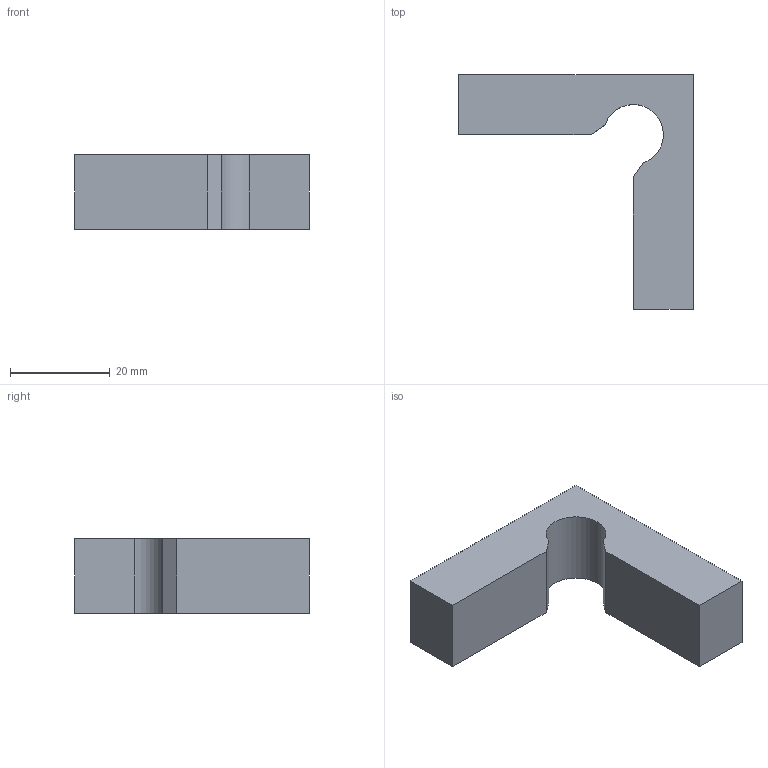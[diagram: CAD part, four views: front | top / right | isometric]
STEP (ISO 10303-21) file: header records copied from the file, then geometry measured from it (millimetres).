
FILE_DESCRIPTION((''),'2;1');
FILE_NAME('FLEXION_90','2025-03-31T15:41:28',('iw87ukax'),(''),'CREO PARAMETRIC BY PTC INC, 2019010','CREO PARAMETRIC BY PTC INC, 2019010','');
FILE_SCHEMA(('CONFIG_CONTROL_DESIGN'));
Length unit declared in the file: millimetre
Products named in the file (1): FLEXION_90
Bounding box: 47 x 47 x 15 mm (x, y, z)
Volume: 13416.6 mm3; surface area: 4821.2 mm2
Topology: 1 solids, 1 shells, 11 faces, 27 edges, 18 vertices
Faces by surface type: plane 10, cylinder 1
Entity records: 361 total; most frequent: CARTESIAN_POINT 56, ORIENTED_EDGE 54, DIRECTION 51, EDGE_CURVE 27, VECTOR 25, LINE 25, VERTEX_POINT 18, AXIS2_PLACEMENT_3D 13
